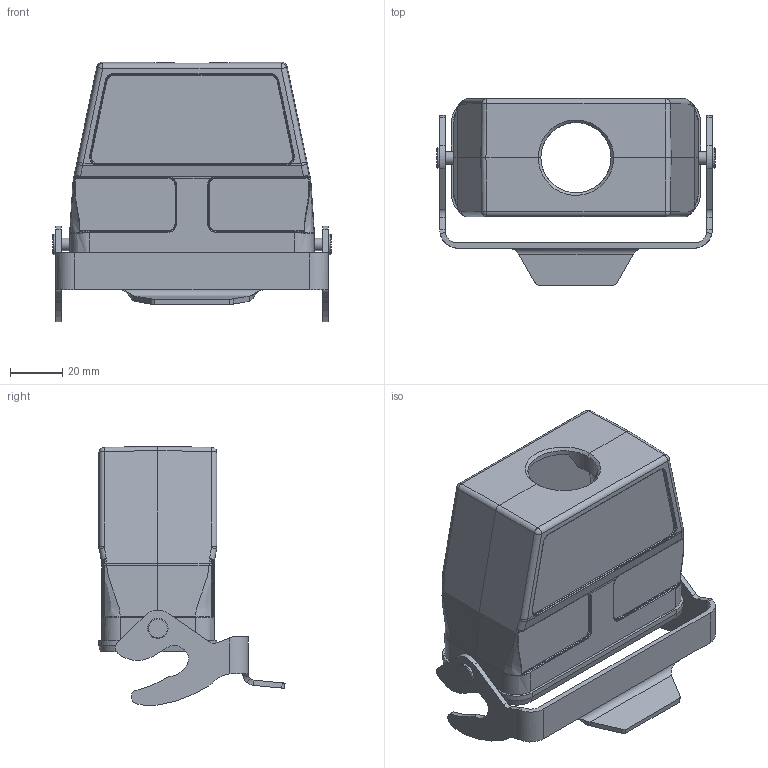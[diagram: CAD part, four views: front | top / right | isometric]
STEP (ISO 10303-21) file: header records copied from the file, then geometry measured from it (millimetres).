
FILE_DESCRIPTION(/* description */ (''),/* implementation_level */ '2;1');
FILE_NAME(/* name */ 'H16B-CCTH-1L-XXX.stp',/* time_stamp */ '2023-08-18T11:29:30+08:00',/* author */ (''),/* organization */ (''),/* preprocessor_version */ 'ST-DEVELOPER v16',/* originating_system */ 'SIEMENS PLM Software NX 10.0',/* authorisation */ '');
FILE_SCHEMA (('AUTOMOTIVE_DESIGN { 1 0 10303 214 3 1 1 1 }'));
Length unit declared in the file: millimetre
Products named in the file (1): Admi0BDCF0C67x9q
Bounding box: 106.2 x 71.06 x 98.98 mm (x, y, z)
Volume: 99032.1 mm3; surface area: 53236.7 mm2
Topology: 2 solids, 2 shells, 558 faces, 1394 edges, 825 vertices
Faces by surface type: cylinder 206, bspline 186, plane 143, sphere 10, extrusion 8, cone 4, torus 1
Full cylindrical faces by diameter (mm): 3 x2, 3.5 x4, 4.8 x2, 5.15 x2, 7.8 x2, 26.8 x1
Entity records: 23529 total; most frequent: CARTESIAN_POINT 12179, ORIENTED_EDGE 2700, DIRECTION 1879, EDGE_CURVE 1350, VERTEX_POINT 815, AXIS2_PLACEMENT_3D 691, EDGE_LOOP 589, ADVANCED_FACE 557
